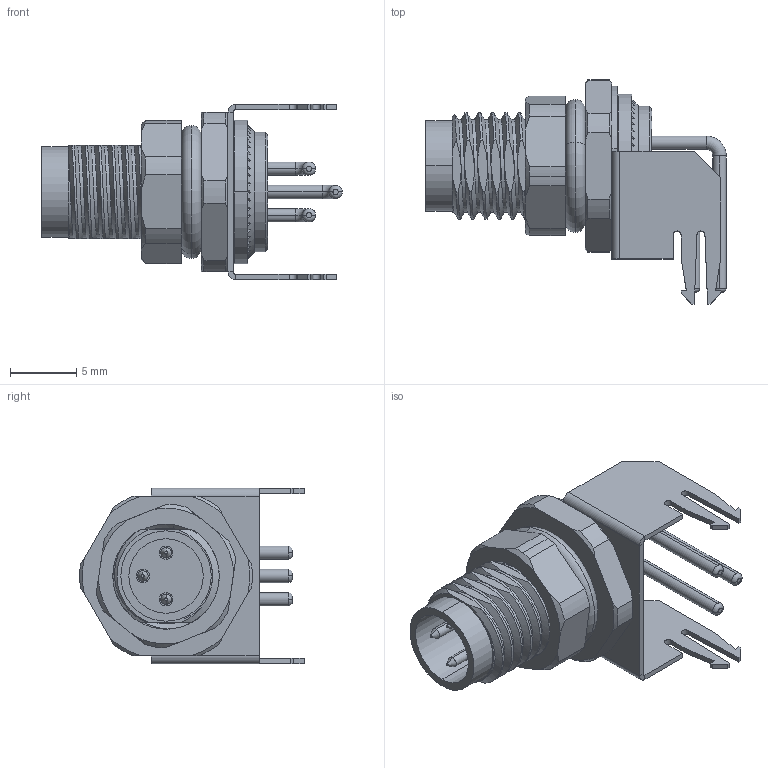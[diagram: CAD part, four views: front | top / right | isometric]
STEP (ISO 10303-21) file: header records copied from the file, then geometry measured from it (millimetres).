
FILE_DESCRIPTION (( 'STEP AP203' ), '1' );
FILE_NAME ('54-00271_A.STEP', '2022-05-10T18:11:29', ( '' ), ( '' ), 'SwSTEP 2.0', 'SolidWorks 2021', '' );
FILE_SCHEMA (( 'CONFIG_CONTROL_DESIGN' ));
Length unit declared in the file: millimetre
Products named in the file (8): 54-00271-04___; 54-00271-01___; 54-00271-02; 54-00271-08; 54-00271_A; 54-00271-07; 54-00271-03; 54-00271-05___
Assembly tree (8 placements, depth 2):
  54-00271_A
    54-00271-01___
    54-00271-02
    54-00271-03  x2
    54-00271-04___
    54-00271-05___
    54-00271-07
    54-00271-08
Bounding box: 22.6 x 16.89 x 13.2 mm (x, y, z)
Volume: 1102.6 mm3; surface area: 2881.4 mm2
Topology: 8 solids, 8 shells, 736 faces, 1879 edges, 1180 vertices
Faces by surface type: plane 401, cylinder 224, cone 40, bspline 39, torus 32
Entity records: 32673 total; most frequent: CARTESIAN_POINT 16939, ORIENTED_EDGE 3246, DIRECTION 2982, EDGE_CURVE 1623, AXIS2_PLACEMENT_3D 1072, VERTEX_POINT 1026, LINE 838, VECTOR 838
